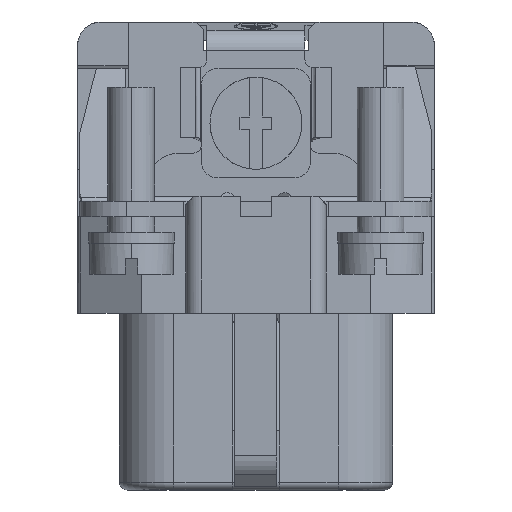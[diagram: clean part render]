
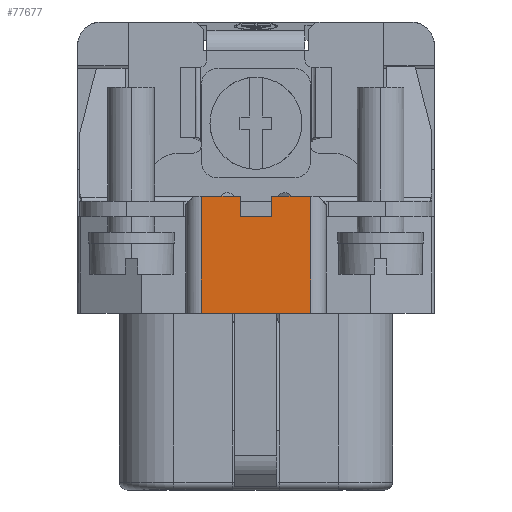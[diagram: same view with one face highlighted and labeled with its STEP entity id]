
A CAD part, left-side view. The second image highlights one B-rep face of the part: STEP entity #77677.
In plain terms, the highlighted planar face has unit normal (-1, 0, 0).
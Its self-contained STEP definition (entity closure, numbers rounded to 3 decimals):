
#15696=DIRECTION('',(0.,-1.,0.));
#15697=VECTOR('',#15696,7.);
#15698=CARTESIAN_POINT('',(-27.7,3.5,0.));
#15699=LINE('',#15698,#15697);
#27783=DIRECTION('',(0.,0.,1.));
#27784=VECTOR('',#27783,7.5);
#27785=CARTESIAN_POINT('',(-27.7,-3.5,0.));
#27786=LINE('',#27785,#27784);
#27787=DIRECTION('',(0.,0.,-1.));
#27788=VECTOR('',#27787,7.5);
#27789=CARTESIAN_POINT('',(-27.7,3.5,7.5));
#27790=LINE('',#27789,#27788);
#27791=DIRECTION('',(0.,0.,1.));
#27792=VECTOR('',#27791,1.3);
#27793=CARTESIAN_POINT('',(-27.7,-1.,6.2));
#27794=LINE('',#27793,#27792);
#27808=DIRECTION('',(0.,1.,0.));
#27809=VECTOR('',#27808,2.5);
#27810=CARTESIAN_POINT('',(-27.7,1.,7.5));
#27811=LINE('',#27810,#27809);
#27820=DIRECTION('',(0.,0.,1.));
#27821=VECTOR('',#27820,1.3);
#27822=CARTESIAN_POINT('',(-27.7,1.,6.2));
#27823=LINE('',#27822,#27821);
#27836=DIRECTION('',(0.,1.,0.));
#27837=VECTOR('',#27836,2.);
#27838=CARTESIAN_POINT('',(-27.7,-1.,6.2));
#27839=LINE('',#27838,#27837);
#27853=DIRECTION('',(0.,1.,0.));
#27854=VECTOR('',#27853,2.5);
#27855=CARTESIAN_POINT('',(-27.7,-3.5,7.5));
#27856=LINE('',#27855,#27854);
#35580=CARTESIAN_POINT('',(-27.7,-1.,6.2));
#35581=CARTESIAN_POINT('',(-27.7,1.,6.2));
#35582=VERTEX_POINT('',#35580);
#35583=VERTEX_POINT('',#35581);
#35592=CARTESIAN_POINT('',(-27.7,1.,7.5));
#35593=VERTEX_POINT('',#35592);
#35594=CARTESIAN_POINT('',(-27.7,-1.,7.5));
#35595=VERTEX_POINT('',#35594);
#37339=CARTESIAN_POINT('',(-27.7,-3.5,0.));
#37341=VERTEX_POINT('',#37339);
#37342=CARTESIAN_POINT('',(-27.7,-3.5,7.5));
#37343=VERTEX_POINT('',#37342);
#37349=CARTESIAN_POINT('',(-27.7,3.5,7.5));
#37350=VERTEX_POINT('',#37349);
#37351=CARTESIAN_POINT('',(-27.7,3.5,0.));
#37352=VERTEX_POINT('',#37351);
#77656=CARTESIAN_POINT('',(-27.7,-4.475,0.));
#77657=DIRECTION('',(-1.,0.,0.));
#77658=DIRECTION('',(0.,0.,1.));
#77659=AXIS2_PLACEMENT_3D('',#77656,#77657,#77658);
#77660=PLANE('',#77659);
#77661=ORIENTED_EDGE('',*,*,#77647,.F.);
#77662=ORIENTED_EDGE('',*,*,#61920,.F.);
#77664=ORIENTED_EDGE('',*,*,#77663,.F.);
#77666=ORIENTED_EDGE('',*,*,#77665,.F.);
#77668=ORIENTED_EDGE('',*,*,#77667,.F.);
#77670=ORIENTED_EDGE('',*,*,#77669,.F.);
#77672=ORIENTED_EDGE('',*,*,#77671,.T.);
#77674=ORIENTED_EDGE('',*,*,#77673,.F.);
#77675=EDGE_LOOP('',(#77661,#77662,#77664,#77666,#77668,#77670,#77672,#77674));
#77676=FACE_OUTER_BOUND('',#77675,.F.);
#77677=ADVANCED_FACE('',(#77676),#77660,.T.);
#61920=EDGE_CURVE('',#37352,#37341,#15699,.T.);
#77647=EDGE_CURVE('',#37341,#37343,#27786,.T.);
#77663=EDGE_CURVE('',#37350,#37352,#27790,.T.);
#77665=EDGE_CURVE('',#35593,#37350,#27811,.T.);
#77667=EDGE_CURVE('',#35583,#35593,#27823,.T.);
#77669=EDGE_CURVE('',#35582,#35583,#27839,.T.);
#77671=EDGE_CURVE('',#35582,#35595,#27794,.T.);
#77673=EDGE_CURVE('',#37343,#35595,#27856,.T.);
